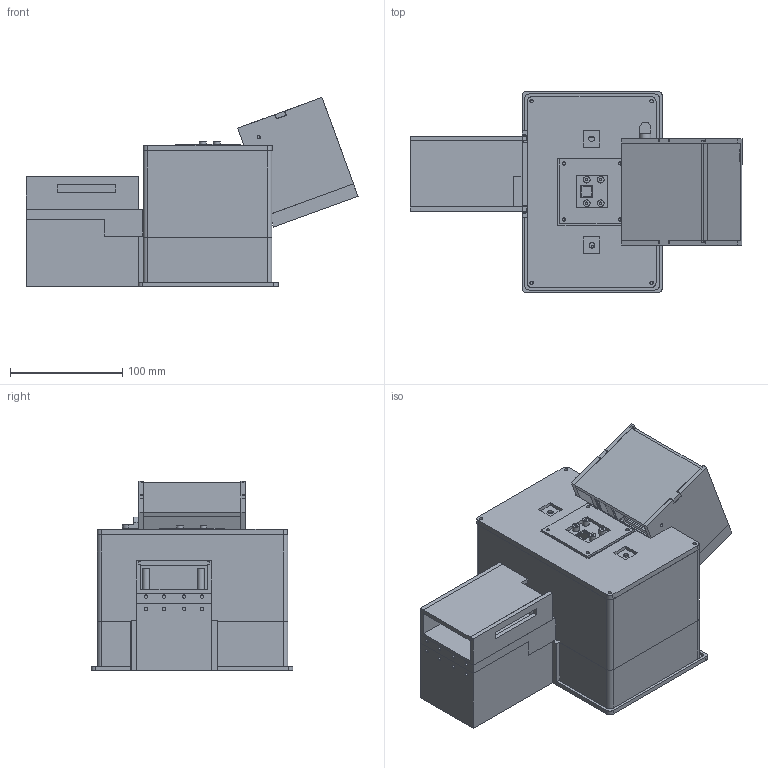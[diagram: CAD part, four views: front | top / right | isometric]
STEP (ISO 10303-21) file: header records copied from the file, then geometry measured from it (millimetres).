
FILE_DESCRIPTION(/* description */ (''),/* implementation_level */ '2;1');
FILE_NAME(/* name */ 'measurement_device(STEP_model).step',/* time_stamp */ '2026-02-25T10:09:53+09:00',/* author */ (''),/* organization */ (''),/* preprocessor_version */ 'ST-DEVELOPER v20.1',/* originating_system */ 'Autodesk Translation Framework v14.24.0.0',/* authorisation */ '');
FILE_SCHEMA (('AUTOMOTIVE_DESIGN { 1 0 10303 214 3 1 1 }'));
Length unit declared in the file: millimetre
Products named in the file (33): measurement_device; raspb_base; コンポーネント1; コンポーネント2; コンポーネント3; コンポーネント4; コンポーネント5; hakari; camera_stand; コンポーネント1_1; コンポーネント2_1; コンポーネント5_1; コンポーネント6; コンポーネント10; コンポーネント11; コンポーネント7; コンポーネント8; コンポーネント9; コンポーネント12; コンポーネント21; コンポーネント13; lamp_stand; コンポーネント1_2; コンポーネント2_2; コンポーネント3_1; コンポーネント9_1; コンポーネント10_1; コンポーネント11_1; コンポーネント4_1; コンポーネント5_2; コンポーネント6_1; コンポーネント7_1; コンポーネント8_1
Assembly tree (32 placements, depth 4):
  measurement_device
    raspb_base
      コンポーネント1
      コンポーネント2
      コンポーネント3
        コンポーネント4
        コンポーネント5
    hakari
    camera_stand
      コンポーネント1_1
      コンポーネント2_1
      コンポーネント5_1
      コンポーネント6
        コンポーネント10
        コンポーネント11
      コンポーネント7
      コンポーネント8
      コンポーネント9
      コンポーネント12
        コンポーネント21
      コンポーネント13
    lamp_stand
      コンポーネント1_2
      コンポーネント2_2
      コンポーネント3_1
        コンポーネント9_1
        コンポーネント10_1
        コンポーネント11_1
      コンポーネント4_1
      コンポーネント5_2
      コンポーネント6_1
      コンポーネント7_1
      コンポーネント8_1
Bounding box: 296.25 x 180 x 168.73 mm (x, y, z)
Volume: 806348.6 mm3; surface area: 479614 mm2
Topology: 26 solids, 26 shells, 645 faces, 1720 edges, 1144 vertices
Faces by surface type: plane 545, cylinder 100
Full cylindrical faces by diameter (mm): 2.2 x4, 2.7 x4, 3 x43, 5 x2, 6 x8, 30 x1
Entity records: 21025 total; most frequent: CARTESIAN_POINT 3574, ORIENTED_EDGE 3440, DIRECTION 3340, EDGE_CURVE 1720, LINE 1520, VECTOR 1520, VERTEX_POINT 1144, AXIS2_PLACEMENT_3D 910
